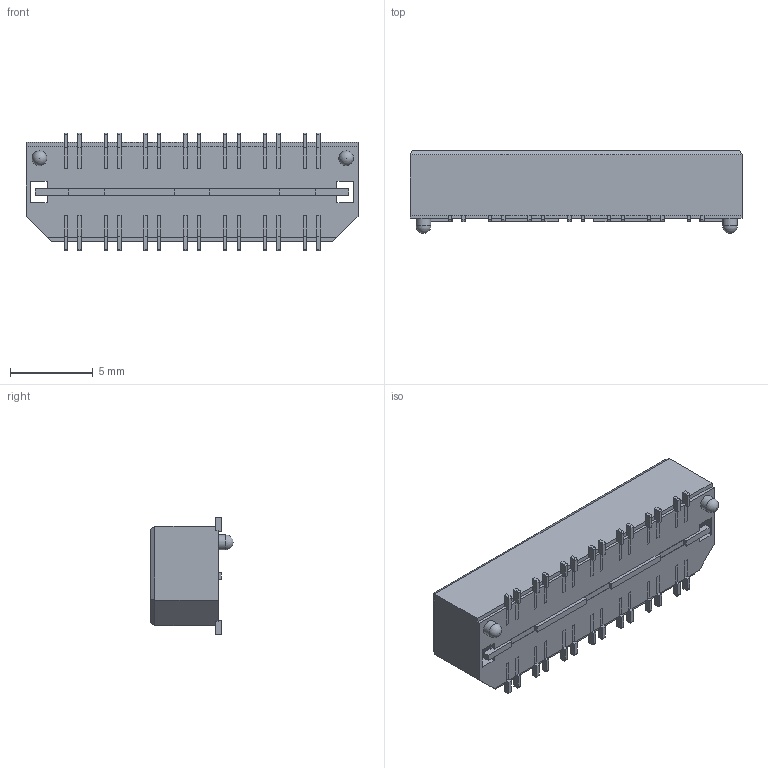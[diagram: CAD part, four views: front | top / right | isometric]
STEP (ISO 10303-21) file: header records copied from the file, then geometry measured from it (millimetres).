
FILE_DESCRIPTION(/* description */ ('STEP AP214'),/* implementation_level */ '2;1');
FILE_NAME(/* name */ 'QTE-014-01-F-D-DP-A',/* time_stamp */ '2024-07-04T16:13:26+02:00',/* author */ ('License CC BY-ND 4.0'),/* organization */ ('CADENAS'),/* preprocessor_version */ 'ST-DEVELOPER v19.3',/* originating_system */ 'PARTsolutions',/* authorisation */ ' ');
FILE_SCHEMA (('AUTOMOTIVE_DESIGN {1 0 10303 214 3 1 1}'));
Length unit declared in the file: inch
Products named in the file (4): QTE-014-01-F-D-DP-A; QTE-014-01-D-DP-At; PT-1S39-01(014-01-D-DP); QTE-T-1G1-01_imp
Assembly tree (3 placements, depth 2):
  QTE-014-01-F-D-DP-A
    QTE-014-01-D-DP-At
    PT-1S39-01(014-01-D-DP)
    QTE-T-1G1-01_imp
Bounding box: 20.02 x 4.98 x 7.11 mm (x, y, z)
Volume: 329.2 mm3; surface area: 1107.3 mm2
Topology: 3 solids, 3 shells, 726 faces, 2156 edges, 1436 vertices
Faces by surface type: plane 664, cylinder 60, sphere 2
Full cylindrical faces by diameter (mm): 0.889 x2
Entity records: 23951 total; most frequent: CARTESIAN_POINT 4306, ORIENTED_EDGE 4292, DIRECTION 3730, EDGE_CURVE 2146, LINE 2022, VECTOR 2022, VERTEX_POINT 1430, AXIS2_PLACEMENT_3D 854
